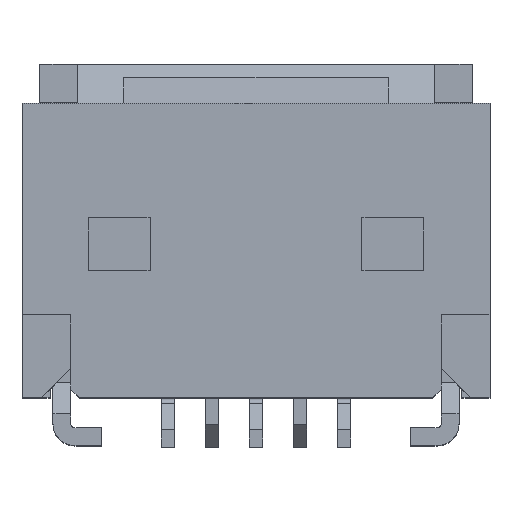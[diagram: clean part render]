
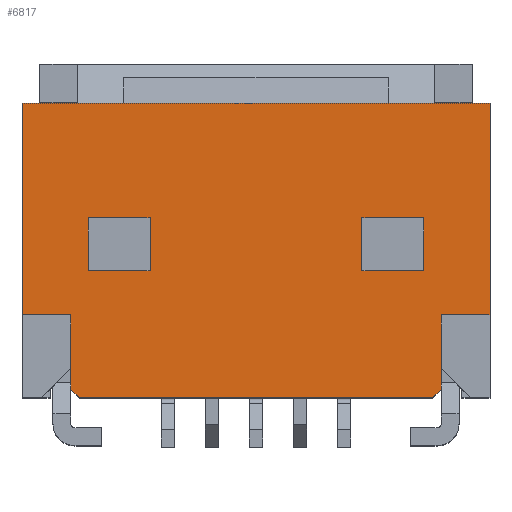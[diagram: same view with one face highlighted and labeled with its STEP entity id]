
A CAD part, top view. The second image highlights one B-rep face of the part: STEP entity #6817.
In plain terms, the highlighted planar face has unit normal (0, 0, 1).
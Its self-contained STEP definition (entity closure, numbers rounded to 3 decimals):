
#5=DIRECTION('',(0.,-1.,0.));
#6=VECTOR('',#5,2.4);
#7=CARTESIAN_POINT('',(-2.65,3.34,1.4));
#8=LINE('',#7,#6);
#122=DIRECTION('',(1.,0.,0.));
#123=VECTOR('',#122,4.);
#124=CARTESIAN_POINT('',(-2.,0.,1.4));
#125=LINE('',#124,#123);
#303=DIRECTION('',(0.,-1.,0.));
#304=VECTOR('',#303,2.4);
#305=CARTESIAN_POINT('',(2.65,3.34,1.4));
#306=LINE('',#305,#304);
#519=DIRECTION('',(1.,0.,0.));
#520=VECTOR('',#519,0.7);
#521=CARTESIAN_POINT('',(-1.9,2.04,1.4));
#522=LINE('',#521,#520);
#523=DIRECTION('',(0.,1.,0.));
#524=VECTOR('',#523,0.6);
#525=CARTESIAN_POINT('',(-1.9,1.44,1.4));
#526=LINE('',#525,#524);
#527=DIRECTION('',(1.,0.,0.));
#528=VECTOR('',#527,0.7);
#529=CARTESIAN_POINT('',(-1.9,1.44,1.4));
#530=LINE('',#529,#528);
#531=DIRECTION('',(0.,1.,0.));
#532=VECTOR('',#531,0.6);
#533=CARTESIAN_POINT('',(-1.2,1.44,1.4));
#534=LINE('',#533,#532);
#535=DIRECTION('',(1.,0.,0.));
#536=VECTOR('',#535,0.7);
#537=CARTESIAN_POINT('',(1.2,2.04,1.4));
#538=LINE('',#537,#536);
#539=DIRECTION('',(0.,1.,0.));
#540=VECTOR('',#539,0.6);
#541=CARTESIAN_POINT('',(1.2,1.44,1.4));
#542=LINE('',#541,#540);
#543=DIRECTION('',(1.,0.,0.));
#544=VECTOR('',#543,0.7);
#545=CARTESIAN_POINT('',(1.2,1.44,1.4));
#546=LINE('',#545,#544);
#547=DIRECTION('',(0.,1.,0.));
#548=VECTOR('',#547,0.6);
#549=CARTESIAN_POINT('',(1.9,1.44,1.4));
#550=LINE('',#549,#548);
#551=DIRECTION('',(0.,1.,0.));
#552=VECTOR('',#551,0.17);
#553=CARTESIAN_POINT('',(-2.1,0.17,1.4));
#554=LINE('',#553,#552);
#555=DIRECTION('',(0.,1.,0.));
#556=VECTOR('',#555,0.6);
#557=CARTESIAN_POINT('',(-2.1,0.34,1.4));
#558=LINE('',#557,#556);
#559=DIRECTION('',(1.,0.,0.));
#560=VECTOR('',#559,0.55);
#561=CARTESIAN_POINT('',(-2.65,0.94,1.4));
#562=LINE('',#561,#560);
#563=DIRECTION('',(1.,0.,0.));
#564=VECTOR('',#563,5.3);
#565=CARTESIAN_POINT('',(-2.65,3.34,1.4));
#566=LINE('',#565,#564);
#567=DIRECTION('',(1.,0.,0.));
#568=VECTOR('',#567,0.55);
#569=CARTESIAN_POINT('',(2.1,0.94,1.4));
#570=LINE('',#569,#568);
#571=DIRECTION('',(0.,1.,0.));
#572=VECTOR('',#571,0.6);
#573=CARTESIAN_POINT('',(2.1,0.34,1.4));
#574=LINE('',#573,#572);
#575=DIRECTION('',(0.,1.,0.));
#576=VECTOR('',#575,0.17);
#577=CARTESIAN_POINT('',(2.1,0.17,1.4));
#578=LINE('',#577,#576);
#579=DIRECTION('',(0.,1.,0.));
#580=VECTOR('',#579,0.07);
#581=CARTESIAN_POINT('',(2.1,0.1,1.4));
#582=LINE('',#581,#580);
#583=DIRECTION('',(0.707,0.707,0.));
#584=VECTOR('',#583,0.141);
#585=CARTESIAN_POINT('',(2.,0.,1.4));
#586=LINE('',#585,#584);
#587=DIRECTION('',(0.707,-0.707,0.));
#588=VECTOR('',#587,0.141);
#589=CARTESIAN_POINT('',(-2.1,0.1,1.4));
#590=LINE('',#589,#588);
#591=DIRECTION('',(0.,1.,0.));
#592=VECTOR('',#591,0.07);
#593=CARTESIAN_POINT('',(-2.1,0.1,1.4));
#594=LINE('',#593,#592);
#4643=CARTESIAN_POINT('',(-2.65,3.34,1.4));
#4644=CARTESIAN_POINT('',(2.65,3.34,1.4));
#4645=VERTEX_POINT('',#4643);
#4646=VERTEX_POINT('',#4644);
#4671=CARTESIAN_POINT('',(-2.65,0.94,1.4));
#4672=CARTESIAN_POINT('',(-2.1,0.94,1.4));
#4673=VERTEX_POINT('',#4671);
#4674=VERTEX_POINT('',#4672);
#4675=CARTESIAN_POINT('',(2.1,0.94,1.4));
#4676=CARTESIAN_POINT('',(2.65,0.94,1.4));
#4677=VERTEX_POINT('',#4675);
#4678=VERTEX_POINT('',#4676);
#4795=CARTESIAN_POINT('',(2.1,0.34,1.4));
#4797=VERTEX_POINT('',#4795);
#4803=CARTESIAN_POINT('',(-2.1,0.34,1.4));
#4805=VERTEX_POINT('',#4803);
#4983=CARTESIAN_POINT('',(2.,0.,1.4));
#4985=VERTEX_POINT('',#4983);
#4988=CARTESIAN_POINT('',(-2.,0.,1.4));
#4990=VERTEX_POINT('',#4988);
#5363=CARTESIAN_POINT('',(2.1,0.1,1.4));
#5365=VERTEX_POINT('',#5363);
#5379=CARTESIAN_POINT('',(2.1,0.17,1.4));
#5380=VERTEX_POINT('',#5379);
#5559=CARTESIAN_POINT('',(-2.1,0.1,1.4));
#5560=CARTESIAN_POINT('',(-2.1,0.17,1.4));
#5561=VERTEX_POINT('',#5559);
#5562=VERTEX_POINT('',#5560);
#6079=CARTESIAN_POINT('',(-1.9,2.04,1.4));
#6080=CARTESIAN_POINT('',(-1.2,2.04,1.4));
#6081=VERTEX_POINT('',#6079);
#6082=VERTEX_POINT('',#6080);
#6083=CARTESIAN_POINT('',(1.2,2.04,1.4));
#6084=CARTESIAN_POINT('',(1.9,2.04,1.4));
#6085=VERTEX_POINT('',#6083);
#6086=VERTEX_POINT('',#6084);
#6087=CARTESIAN_POINT('',(-1.9,1.44,1.4));
#6088=CARTESIAN_POINT('',(-1.2,1.44,1.4));
#6089=VERTEX_POINT('',#6087);
#6090=VERTEX_POINT('',#6088);
#6091=CARTESIAN_POINT('',(1.2,1.44,1.4));
#6092=CARTESIAN_POINT('',(1.9,1.44,1.4));
#6093=VERTEX_POINT('',#6091);
#6094=VERTEX_POINT('',#6092);
#6767=CARTESIAN_POINT('',(-2.65,3.34,1.4));
#6768=DIRECTION('',(0.,0.,1.));
#6769=DIRECTION('',(0.,-1.,0.));
#6770=AXIS2_PLACEMENT_3D('',#6767,#6768,#6769);
#6771=PLANE('',#6770);
#6773=ORIENTED_EDGE('',*,*,#6772,.T.);
#6775=ORIENTED_EDGE('',*,*,#6774,.T.);
#6776=ORIENTED_EDGE('',*,*,#6714,.F.);
#6777=ORIENTED_EDGE('',*,*,#6152,.F.);
#6779=ORIENTED_EDGE('',*,*,#6778,.T.);
#6780=ORIENTED_EDGE('',*,*,#6492,.T.);
#6781=ORIENTED_EDGE('',*,*,#6728,.F.);
#6783=ORIENTED_EDGE('',*,*,#6782,.F.);
#6785=ORIENTED_EDGE('',*,*,#6784,.F.);
#6787=ORIENTED_EDGE('',*,*,#6786,.F.);
#6789=ORIENTED_EDGE('',*,*,#6788,.F.);
#6790=ORIENTED_EDGE('',*,*,#6276,.F.);
#6792=ORIENTED_EDGE('',*,*,#6791,.F.);
#6794=ORIENTED_EDGE('',*,*,#6793,.T.);
#6795=EDGE_LOOP('',(#6773,#6775,#6776,#6777,#6779,#6780,#6781,#6783,#6785,#6787,
#6789,#6790,#6792,#6794));
#6796=FACE_OUTER_BOUND('',#6795,.F.);
#6798=ORIENTED_EDGE('',*,*,#6797,.F.);
#6800=ORIENTED_EDGE('',*,*,#6799,.F.);
#6802=ORIENTED_EDGE('',*,*,#6801,.T.);
#6804=ORIENTED_EDGE('',*,*,#6803,.T.);
#6805=EDGE_LOOP('',(#6798,#6800,#6802,#6804));
#6806=FACE_BOUND('',#6805,.F.);
#6808=ORIENTED_EDGE('',*,*,#6807,.F.);
#6810=ORIENTED_EDGE('',*,*,#6809,.F.);
#6812=ORIENTED_EDGE('',*,*,#6811,.T.);
#6814=ORIENTED_EDGE('',*,*,#6813,.T.);
#6815=EDGE_LOOP('',(#6808,#6810,#6812,#6814));
#6816=FACE_BOUND('',#6815,.F.);
#6817=ADVANCED_FACE('',(#6796,#6806,#6816),#6771,.T.);
#6152=EDGE_CURVE('',#4645,#4673,#8,.T.);
#6276=EDGE_CURVE('',#4990,#4985,#125,.T.);
#6492=EDGE_CURVE('',#4646,#4678,#306,.T.);
#6714=EDGE_CURVE('',#4673,#4674,#562,.T.);
#6728=EDGE_CURVE('',#4677,#4678,#570,.T.);
#6772=EDGE_CURVE('',#5562,#4805,#554,.T.);
#6774=EDGE_CURVE('',#4805,#4674,#558,.T.);
#6778=EDGE_CURVE('',#4645,#4646,#566,.T.);
#6782=EDGE_CURVE('',#4797,#4677,#574,.T.);
#6784=EDGE_CURVE('',#5380,#4797,#578,.T.);
#6786=EDGE_CURVE('',#5365,#5380,#582,.T.);
#6788=EDGE_CURVE('',#4985,#5365,#586,.T.);
#6791=EDGE_CURVE('',#5561,#4990,#590,.T.);
#6793=EDGE_CURVE('',#5561,#5562,#594,.T.);
#6797=EDGE_CURVE('',#6085,#6086,#538,.T.);
#6799=EDGE_CURVE('',#6093,#6085,#542,.T.);
#6801=EDGE_CURVE('',#6093,#6094,#546,.T.);
#6803=EDGE_CURVE('',#6094,#6086,#550,.T.);
#6807=EDGE_CURVE('',#6081,#6082,#522,.T.);
#6809=EDGE_CURVE('',#6089,#6081,#526,.T.);
#6811=EDGE_CURVE('',#6089,#6090,#530,.T.);
#6813=EDGE_CURVE('',#6090,#6082,#534,.T.);
